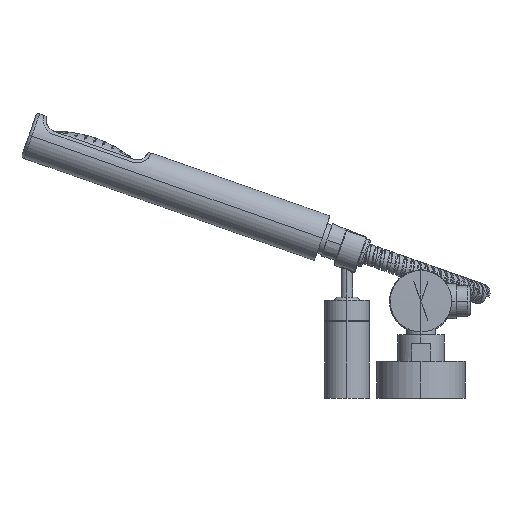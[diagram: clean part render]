
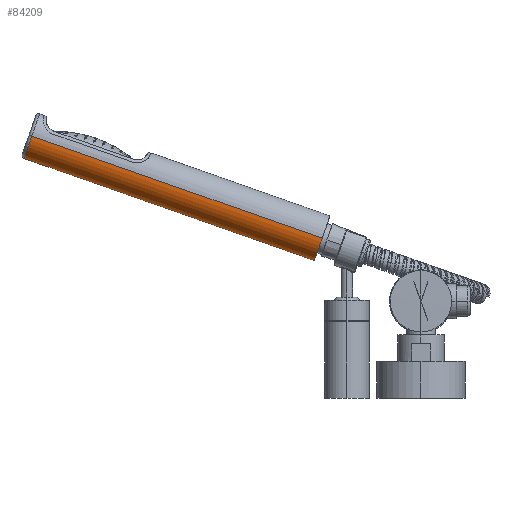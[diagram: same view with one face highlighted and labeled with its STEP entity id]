
A CAD part, left-side view. The second image highlights one B-rep face of the part: STEP entity #84209.
In plain terms, the highlighted cylindrical face has radius 16 mm (diameter 32 mm), a partial arc.
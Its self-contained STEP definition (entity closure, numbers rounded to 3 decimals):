
#78418=CARTESIAN_POINT('',(275.,66.809,42.553));
#78419=DIRECTION('',(0.,0.943,0.332));
#78420=DIRECTION('',(1.,0.,0.));
#78421=AXIS2_PLACEMENT_3D('',#78418,#78419,#78420);
#78438=CARTESIAN_POINT('',(275.,263.017,111.595));
#78439=DIRECTION('',(0.,0.943,0.332));
#78440=DIRECTION('',(1.,0.,0.));
#78441=AXIS2_PLACEMENT_3D('',#78438,#78439,#78440);
#78443=DIRECTION('',(0.,0.943,0.332));
#78444=VECTOR('',#78443,208.);
#78445=CARTESIAN_POINT('',(291.,66.809,42.553));
#78446=LINE('',#78445,#78444);
#78472=DIRECTION('',(0.,0.943,0.332));
#78473=VECTOR('',#78472,208.);
#78474=CARTESIAN_POINT('',(259.,66.809,42.553));
#78475=LINE('',#78474,#78473);
#83507=CARTESIAN_POINT('',(291.,66.809,42.553));
#83508=CARTESIAN_POINT('',(259.,66.809,42.553));
#83509=VERTEX_POINT('',#83507);
#83510=VERTEX_POINT('',#83508);
#83523=CARTESIAN_POINT('',(259.,263.017,111.595));
#83524=CARTESIAN_POINT('',(291.,263.017,111.595));
#83525=VERTEX_POINT('',#83523);
#83526=VERTEX_POINT('',#83524);
#84195=CARTESIAN_POINT('',(275.,66.809,42.553));
#84196=DIRECTION('',(0.,0.943,0.332));
#84197=DIRECTION('',(1.,0.,0.));
#84198=AXIS2_PLACEMENT_3D('',#84195,#84196,#84197);
#84199=CYLINDRICAL_SURFACE('',#84198,16.);
#84201=ORIENTED_EDGE('',*,*,#84200,.T.);
#84203=ORIENTED_EDGE('',*,*,#84202,.F.);
#84204=ORIENTED_EDGE('',*,*,#84176,.F.);
#84206=ORIENTED_EDGE('',*,*,#84205,.T.);
#84207=EDGE_LOOP('',(#84201,#84203,#84204,#84206));
#84208=FACE_OUTER_BOUND('',#84207,.F.);
#84209=ADVANCED_FACE('',(#84208),#84199,.T.);
#78422=CIRCLE('',#78421,16.);
#78442=CIRCLE('',#78441,16.);
#84176=EDGE_CURVE('',#83509,#83510,#78422,.T.);
#84200=EDGE_CURVE('',#83526,#83525,#78442,.T.);
#84202=EDGE_CURVE('',#83510,#83525,#78475,.T.);
#84205=EDGE_CURVE('',#83509,#83526,#78446,.T.);
